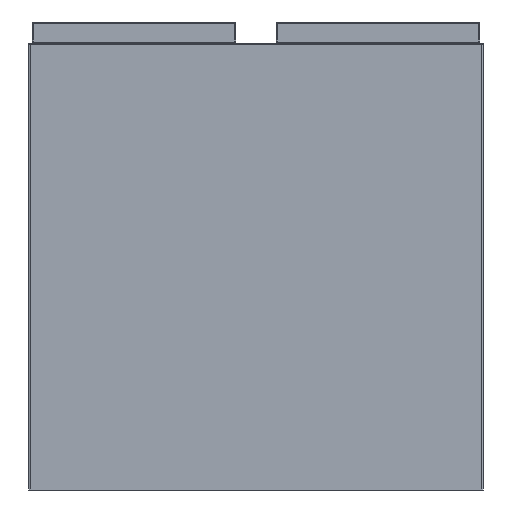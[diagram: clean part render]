
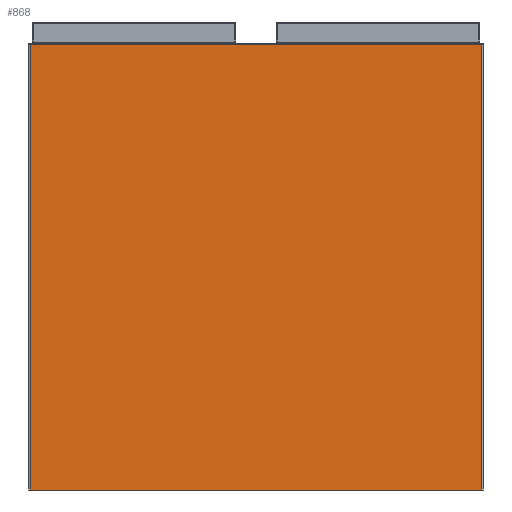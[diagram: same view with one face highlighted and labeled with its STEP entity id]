
A CAD part, left-side view. The second image highlights one B-rep face of the part: STEP entity #868.
In plain terms, the highlighted planar face has unit normal (-1, 0, 0).
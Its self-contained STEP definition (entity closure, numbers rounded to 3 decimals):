
#126 = DIRECTION ( 'NONE',  ( 0., 0., -1. ) ) ;
#244 = CARTESIAN_POINT ( 'NONE',  ( 0., 339., 333. ) ) ;
#245 = LINE ( 'NONE', #2186, #1182 ) ;
#466 = CARTESIAN_POINT ( 'NONE',  ( 0., 1., 0. ) ) ;
#491 = CARTESIAN_POINT ( 'NONE',  ( 0., 339., 334. ) ) ;
#527 = VERTEX_POINT ( 'NONE', #2402 ) ;
#528 = ORIENTED_EDGE ( 'NONE', *, *, #2549, .T. ) ;
#593 = FACE_OUTER_BOUND ( 'NONE', #1158, .T. ) ;
#596 = DIRECTION ( 'NONE',  ( 0., 0., 1. ) ) ;
#638 = EDGE_CURVE ( 'NONE', #1635, #527, #696, .T. ) ;
#644 = CARTESIAN_POINT ( 'NONE',  ( 0., 339., 0. ) ) ;
#696 = LINE ( 'NONE', #2616, #1329 ) ;
#722 = ORIENTED_EDGE ( 'NONE', *, *, #638, .T. ) ;
#733 = ORIENTED_EDGE ( 'NONE', *, *, #2474, .T. ) ;
#800 = VERTEX_POINT ( 'NONE', #644 ) ;
#868 = ADVANCED_FACE ( 'NONE', ( #593 ), #1309, .F. ) ;
#946 = DIRECTION ( 'NONE',  ( 0., -1., 0. ) ) ;
#984 = EDGE_CURVE ( 'NONE', #800, #1635, #245, .T. ) ;
#1075 = VECTOR ( 'NONE', #1291, 1000. ) ;
#1158 = EDGE_LOOP ( 'NONE', ( #2095, #722, #528, #733 ) ) ;
#1182 = VECTOR ( 'NONE', #946, 1000. ) ;
#1269 = VECTOR ( 'NONE', #2120, 1000. ) ;
#1291 = DIRECTION ( 'NONE',  ( 0., 0., -1. ) ) ;
#1300 = AXIS2_PLACEMENT_3D ( 'NONE', #1560, #1935, #126 ) ;
#1309 = PLANE ( 'NONE',  #1300 ) ;
#1329 = VECTOR ( 'NONE', #596, 1000. ) ;
#1538 = VERTEX_POINT ( 'NONE', #244 ) ;
#1560 = CARTESIAN_POINT ( 'NONE',  ( 0., 0., 334. ) ) ;
#1635 = VERTEX_POINT ( 'NONE', #466 ) ;
#1709 = CARTESIAN_POINT ( 'NONE',  ( 0., 0., 333. ) ) ;
#1935 = DIRECTION ( 'NONE',  ( 1., 0., 0. ) ) ;
#2095 = ORIENTED_EDGE ( 'NONE', *, *, #984, .T. ) ;
#2120 = DIRECTION ( 'NONE',  ( 0., 1., 0. ) ) ;
#2171 = LINE ( 'NONE', #491, #1075 ) ;
#2186 = CARTESIAN_POINT ( 'NONE',  ( 0., 0., 0. ) ) ;
#2376 = LINE ( 'NONE', #1709, #1269 ) ;
#2402 = CARTESIAN_POINT ( 'NONE',  ( 0., 1., 333. ) ) ;
#2474 = EDGE_CURVE ( 'NONE', #1538, #800, #2171, .T. ) ;
#2549 = EDGE_CURVE ( 'NONE', #527, #1538, #2376, .T. ) ;
#2616 = CARTESIAN_POINT ( 'NONE',  ( 0., 1., 334. ) ) ;
